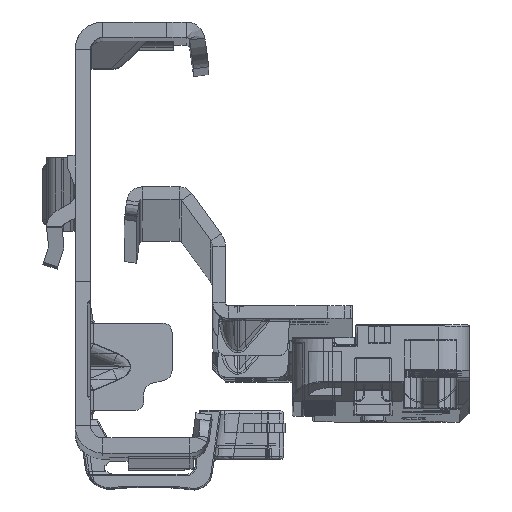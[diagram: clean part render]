
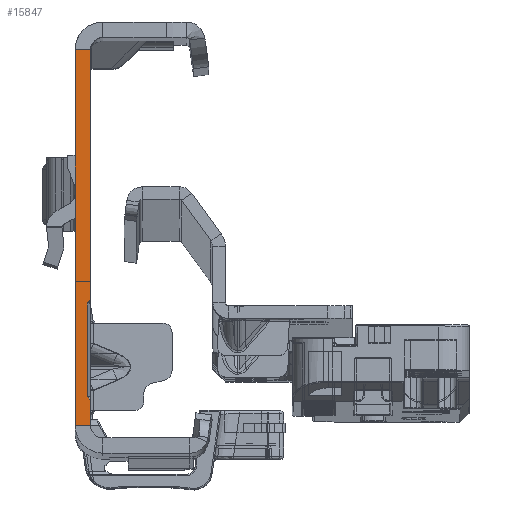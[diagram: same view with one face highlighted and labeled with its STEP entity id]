
A CAD part, top view. The second image highlights one B-rep face of the part: STEP entity #15847.
In plain terms, the highlighted planar face has unit normal (0, 0, 1).
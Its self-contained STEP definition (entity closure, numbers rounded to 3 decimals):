
#1990 = ORIENTED_EDGE ( 'NONE', *, *, #85296, .F. ) ;
#2603 = LINE ( 'NONE', #4520, #111532 ) ;
#2965 = DIRECTION ( 'NONE',  ( 0.719, 0.695, 0. ) ) ;
#4373 = CARTESIAN_POINT ( 'NONE',  ( 0., -32., 0. ) ) ;
#4406 = CARTESIAN_POINT ( 'NONE',  ( -2.45, 30., 0. ) ) ;
#4520 = CARTESIAN_POINT ( 'NONE',  ( 0., -32., 0. ) ) ;
#4899 = LINE ( 'NONE', #92056, #117535 ) ;
#10452 = CARTESIAN_POINT ( 'NONE',  ( 0., -25.968, 0. ) ) ;
#14722 = VERTEX_POINT ( 'NONE', #125371 ) ;
#15847 = ADVANCED_FACE ( 'NONE', ( #66978 ), #52905, .T. ) ;
#16812 = VERTEX_POINT ( 'NONE', #123634 ) ;
#16830 = VECTOR ( 'NONE', #115256, 1000. ) ;
#19666 = CARTESIAN_POINT ( 'NONE',  ( -0.536, -10.45, 0. ) ) ;
#20070 = EDGE_CURVE ( 'NONE', #46739, #62824, #106917, .T. ) ;
#23317 = LINE ( 'NONE', #62353, #102163 ) ;
#24898 = CARTESIAN_POINT ( 'NONE',  ( -2.45, -32., 0. ) ) ;
#26171 = CARTESIAN_POINT ( 'NONE',  ( 0., -30., 0. ) ) ;
#27444 = EDGE_CURVE ( 'NONE', #76561, #106982, #113368, .T. ) ;
#30651 = ORIENTED_EDGE ( 'NONE', *, *, #60148, .F. ) ;
#32556 = ORIENTED_EDGE ( 'NONE', *, *, #49559, .T. ) ;
#33953 = EDGE_LOOP ( 'NONE', ( #1990, #127666, #30651, #69074, #32556, #101206, #110651, #61246 ) ) ;
#35533 = DIRECTION ( 'NONE',  ( -0.719, 0.695, 0. ) ) ;
#36798 = CARTESIAN_POINT ( 'NONE',  ( 0.082, -26.047, 0. ) ) ;
#43780 = DIRECTION ( 'NONE',  ( 0., 0., 1. ) ) ;
#44245 = DIRECTION ( 'NONE',  ( 0., -1., 0. ) ) ;
#44426 = DIRECTION ( 'NONE',  ( -1., 0., 0. ) ) ;
#46142 = CARTESIAN_POINT ( 'NONE',  ( 0., 30., 0. ) ) ;
#46739 = VERTEX_POINT ( 'NONE', #10452 ) ;
#47549 = VECTOR ( 'NONE', #44426, 1000. ) ;
#48585 = CARTESIAN_POINT ( 'NONE',  ( 0., -30., 0. ) ) ;
#49559 = EDGE_CURVE ( 'NONE', #106982, #16812, #23317, .T. ) ;
#52905 = PLANE ( 'NONE',  #74440 ) ;
#59291 = VECTOR ( 'NONE', #35533, 1000. ) ;
#60148 = EDGE_CURVE ( 'NONE', #76561, #14722, #103151, .T. ) ;
#61246 = ORIENTED_EDGE ( 'NONE', *, *, #20070, .T. ) ;
#61717 = DIRECTION ( 'NONE',  ( 0., -1., 0. ) ) ;
#61917 = VERTEX_POINT ( 'NONE', #19666 ) ;
#62353 = CARTESIAN_POINT ( 'NONE',  ( -2.45, -32., 0. ) ) ;
#62824 = VERTEX_POINT ( 'NONE', #95417 ) ;
#64058 = CARTESIAN_POINT ( 'NONE',  ( 0., 30., 0. ) ) ;
#66978 = FACE_OUTER_BOUND ( 'NONE', #33953, .T. ) ;
#69074 = ORIENTED_EDGE ( 'NONE', *, *, #27444, .T. ) ;
#74440 = AXIS2_PLACEMENT_3D ( 'NONE', #24898, #43780, #83387 ) ;
#76561 = VERTEX_POINT ( 'NONE', #46142 ) ;
#78117 = CARTESIAN_POINT ( 'NONE',  ( -0.536, -9.85, 0. ) ) ;
#83387 = DIRECTION ( 'NONE',  ( 1., 0., 0. ) ) ;
#84491 = EDGE_CURVE ( 'NONE', #46739, #85083, #2603, .T. ) ;
#85083 = VERTEX_POINT ( 'NONE', #48585 ) ;
#85296 = EDGE_CURVE ( 'NONE', #61917, #62824, #123139, .T. ) ;
#92056 = CARTESIAN_POINT ( 'NONE',  ( -0.259, -10.182, 0. ) ) ;
#95417 = CARTESIAN_POINT ( 'NONE',  ( -0.536, -25.45, 0. ) ) ;
#97595 = DIRECTION ( 'NONE',  ( 0., -1., 0. ) ) ;
#99107 = VECTOR ( 'NONE', #97595, 1000. ) ;
#101206 = ORIENTED_EDGE ( 'NONE', *, *, #123638, .F. ) ;
#102163 = VECTOR ( 'NONE', #61717, 1000. ) ;
#102830 = EDGE_CURVE ( 'NONE', #61917, #14722, #4899, .T. ) ;
#103151 = LINE ( 'NONE', #4373, #122808 ) ;
#104125 = LINE ( 'NONE', #26171, #47549 ) ;
#106917 = LINE ( 'NONE', #36798, #59291 ) ;
#106982 = VERTEX_POINT ( 'NONE', #4406 ) ;
#110651 = ORIENTED_EDGE ( 'NONE', *, *, #84491, .F. ) ;
#111532 = VECTOR ( 'NONE', #44245, 1000. ) ;
#113368 = LINE ( 'NONE', #64058, #16830 ) ;
#115256 = DIRECTION ( 'NONE',  ( -1., 0., 0. ) ) ;
#117535 = VECTOR ( 'NONE', #2965, 1000. ) ;
#122808 = VECTOR ( 'NONE', #123297, 1000. ) ;
#123139 = LINE ( 'NONE', #78117, #99107 ) ;
#123297 = DIRECTION ( 'NONE',  ( 0., -1., 0. ) ) ;
#123634 = CARTESIAN_POINT ( 'NONE',  ( -2.45, -30., 0. ) ) ;
#123638 = EDGE_CURVE ( 'NONE', #85083, #16812, #104125, .T. ) ;
#125371 = CARTESIAN_POINT ( 'NONE',  ( 0., -9.932, 0. ) ) ;
#127666 = ORIENTED_EDGE ( 'NONE', *, *, #102830, .T. ) ;
